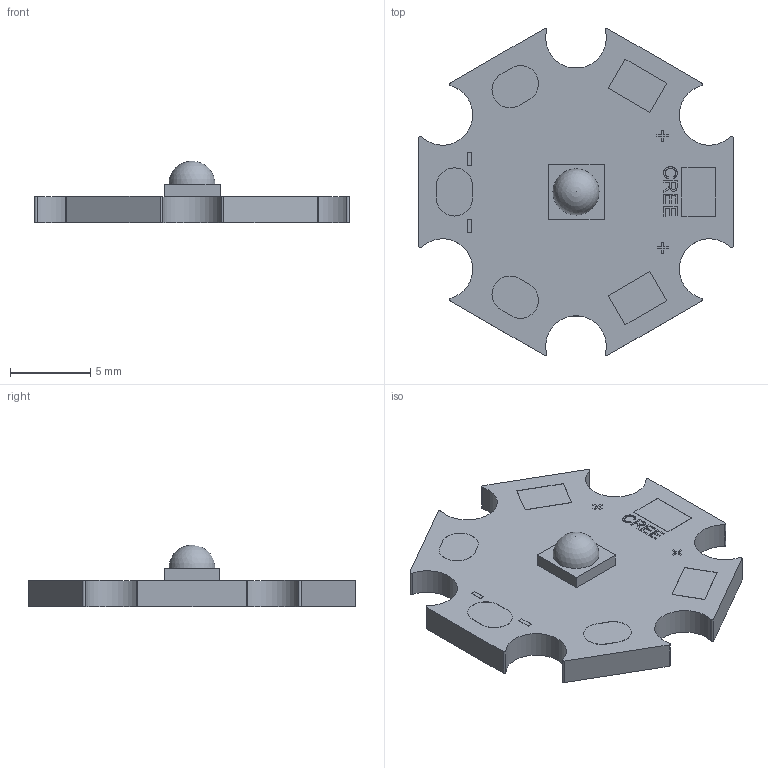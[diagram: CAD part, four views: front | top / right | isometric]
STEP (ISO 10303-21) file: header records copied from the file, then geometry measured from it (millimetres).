
FILE_DESCRIPTION(/* description */ (''),/* implementation_level */ '2;1');
FILE_NAME(/* name */ '20mm Star XTE.step',/* time_stamp */ '2022-09-11T23:03:37-04:00',/* author */ (''),/* organization */ (''),/* preprocessor_version */ 'ST-DEVELOPER v19',/* originating_system */ 'Autodesk Translation Framework v11.7.0.108',/* authorisation */ '');
FILE_SCHEMA (('AUTOMOTIVE_DESIGN { 1 0 10303 214 3 1 1 }'));
Length unit declared in the file: millimetre
Products named in the file (3): COMBO XTE; 20mm XHP70 star board v1; XTE
Assembly tree (2 placements, depth 2):
  COMBO XTE
    20mm XHP70 star board v1
    XTE
Bounding box: 19.58 x 20.36 x 3.85 mm (x, y, z)
Volume: 462.3 mm3; surface area: 812.8 mm2
Topology: 17 solids, 17 shells, 191 faces, 474 edges, 316 vertices
Faces by surface type: plane 130, bspline 36, cylinder 24, sphere 1
Entity records: 6086 total; most frequent: CARTESIAN_POINT 1597, ORIENTED_EDGE 946, DIRECTION 771, EDGE_CURVE 473, LINE 351, VECTOR 351, VERTEX_POINT 316, AXIS2_PLACEMENT_3D 210
